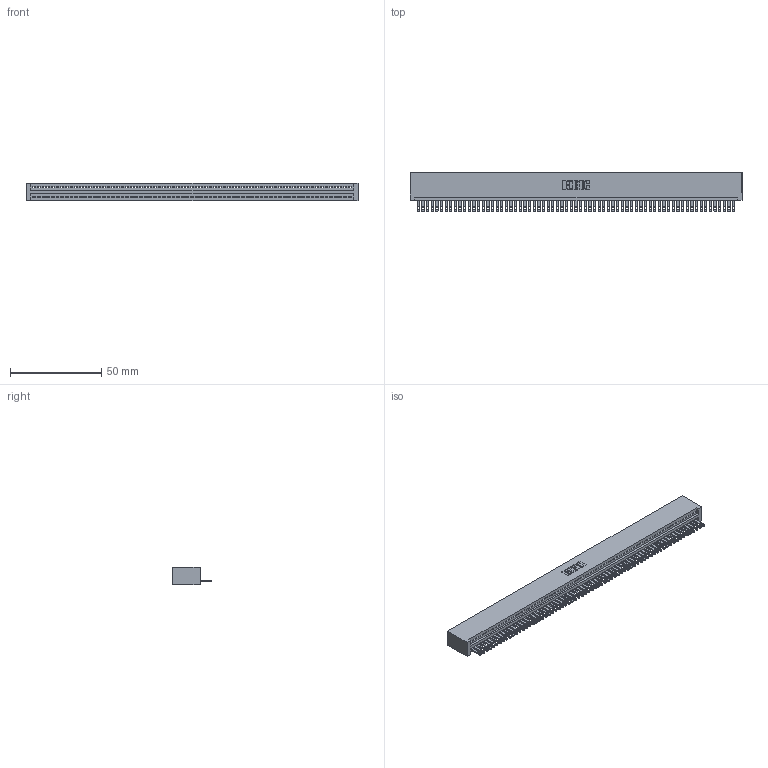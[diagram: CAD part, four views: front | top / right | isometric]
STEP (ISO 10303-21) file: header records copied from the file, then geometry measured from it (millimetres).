
FILE_DESCRIPTION (( 'STEP AP203' ), '1' );
FILE_NAME ('345-069-500-101.STEP', '2019-10-12T08:34:56', ( '' ), ( '' ), 'SwSTEP 2.0', 'SolidWorks 2016', '' );
FILE_SCHEMA (( 'CONFIG_CONTROL_DESIGN' ));
Length unit declared in the file: inch
Products named in the file (3): 345-292-001_345-293-100; 345-069-500-101; 345 Part_No Mounting Lugs
Assembly tree (70 placements, depth 2):
  345-069-500-101
    345 Part_No Mounting Lugs
    345-292-001_345-293-100  x69
Bounding box: 181.86 x 21.51 x 9.4 mm (x, y, z)
Volume: 18121.9 mm3; surface area: 24794.4 mm2
Topology: 70 solids, 70 shells, 3844 faces, 11909 edges, 7938 vertices
Faces by surface type: plane 2422, cylinder 1422
Entity records: 47949 total; most frequent: ORIENTED_EDGE 8314, CARTESIAN_POINT 8311, DIRECTION 7215, EDGE_CURVE 4157, LINE 3753, VECTOR 3753, VERTEX_POINT 2770, AXIS2_PLACEMENT_3D 1731
